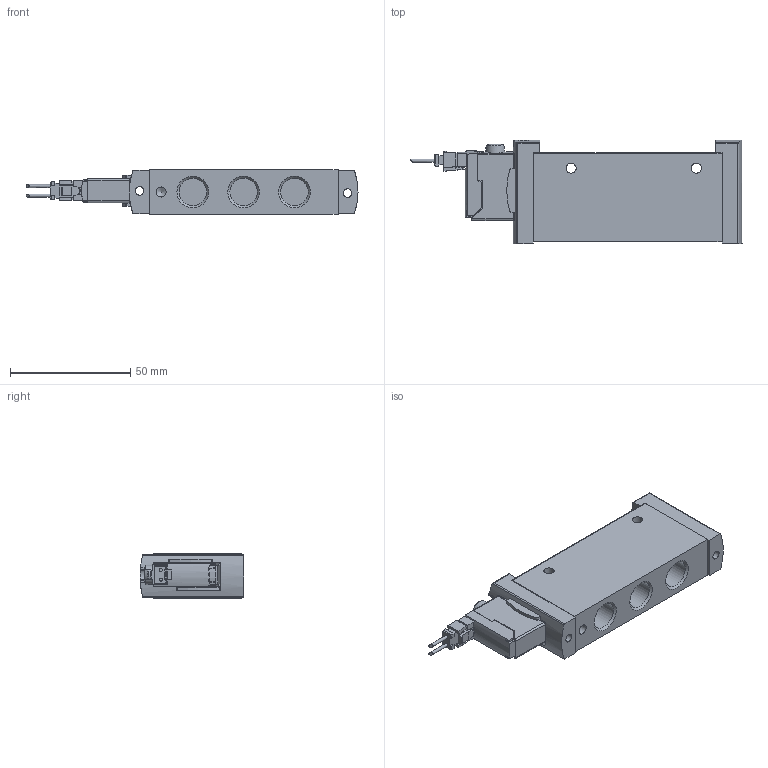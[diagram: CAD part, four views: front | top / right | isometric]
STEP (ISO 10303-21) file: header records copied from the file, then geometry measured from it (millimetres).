
FILE_DESCRIPTION(/* description */ ('STEP AP214'),/* implementation_level */ '2;1');
FILE_NAME(/* name */ '578823_VUVG-L18-M52-RT-G14-1H2L-W1',/* time_stamp */ '2024-09-17T16:25:28+02:00',/* author */ ('License CC BY-ND 4.0'),/* organization */ ('CADENAS'),/* preprocessor_version */ 'ST-DEVELOPER v19.3',/* originating_system */ 'PARTsolutions',/* authorisation */ ' ');
FILE_SCHEMA (('AUTOMOTIVE_DESIGN {1 0 10303 214 3 1 1}'));
Length unit declared in the file: millimetre
Products named in the file (5): 578823 VUVG-L18-M52-RT-G14-1H2L-W1; 564212 VUVG-L-18-M52-R-T-G14--1H2--L-W1---(G); 566714 VAVE-L1-1VH2-LP; 566654 NEBV-H1G2-KN-0.5-N-LE2; 1374186 MSAG
Assembly tree (4 placements, depth 2):
  578823 VUVG-L18-M52-RT-G14-1H2L-W1
    564212 VUVG-L-18-M52-R-T-G14--1H2--L-W1---(G)
    566714 VAVE-L1-1VH2-LP
    566654 NEBV-H1G2-KN-0.5-N-LE2
    1374186 MSAG
Bounding box: 137.9 x 43.1 x 18.3 mm (x, y, z)
Volume: 64974.9 mm3; surface area: 19433.9 mm2
Topology: 4 solids, 4 shells, 569 faces, 1519 edges, 995 vertices
Faces by surface type: plane 403, cylinder 142, cone 15, torus 8, sphere 1
Full cylindrical faces by diameter (mm): 1.3 x2, 3.6 x2, 3.8 x1, 3.9 x1, 4.2 x3, 8.1 x1, 11.445 x5
Entity records: 19631 total; most frequent: CARTESIAN_POINT 3338, ORIENTED_EDGE 2954, DIRECTION 2866, EDGE_CURVE 1477, LINE 1052, VECTOR 1052, VERTEX_POINT 982, AXIS2_PLACEMENT_3D 907
